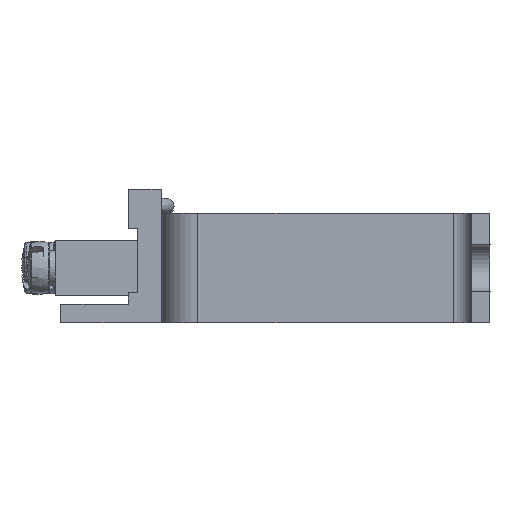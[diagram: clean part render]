
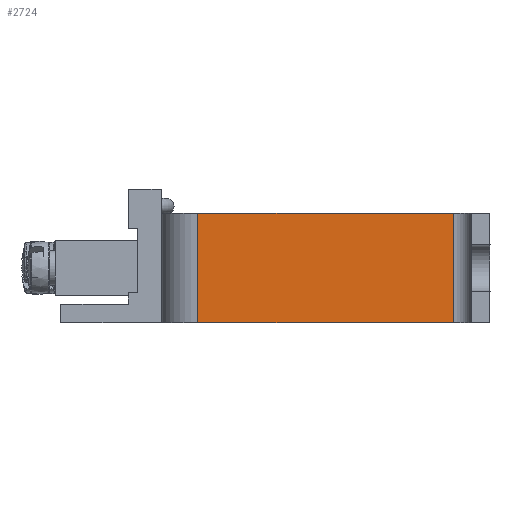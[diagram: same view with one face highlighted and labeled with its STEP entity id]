
A CAD part, left-side view. The second image highlights one B-rep face of the part: STEP entity #2724.
In plain terms, the highlighted planar face has unit normal (-1, 0, 0).
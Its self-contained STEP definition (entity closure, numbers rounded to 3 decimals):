
#273=LINE('',#4920,#473);
#281=LINE('',#4936,#481);
#289=LINE('',#4959,#489);
#290=LINE('',#4963,#490);
#473=VECTOR('',#3767,12.);
#481=VECTOR('',#3781,28.);
#489=VECTOR('',#3813,12.);
#490=VECTOR('',#3820,28.);
#592=PLANE('',#3029);
#955=FACE_OUTER_BOUND('',#1177,.T.);
#1177=EDGE_LOOP('',(#2491,#2492,#2493,#2494));
#1435=VERTEX_POINT('',#4909);
#1436=VERTEX_POINT('',#4913);
#1441=VERTEX_POINT('',#4934);
#1444=VERTEX_POINT('',#4958);
#1771=EDGE_CURVE('',#1435,#1436,#273,.T.);
#1779=EDGE_CURVE('',#1441,#1436,#281,.T.);
#1791=EDGE_CURVE('',#1441,#1444,#289,.T.);
#1794=EDGE_CURVE('',#1435,#1444,#290,.T.);
#2491=ORIENTED_EDGE('',*,*,#1771,.T.);
#2492=ORIENTED_EDGE('',*,*,#1779,.F.);
#2493=ORIENTED_EDGE('',*,*,#1791,.T.);
#2494=ORIENTED_EDGE('',*,*,#1794,.F.);
#2724=ADVANCED_FACE('',(#955),#592,.T.);
#3029=AXIS2_PLACEMENT_3D('',#4970,#3831,#3832);
#3767=DIRECTION('',(0.,-1.,0.));
#3781=DIRECTION('',(0.,0.,-1.));
#3813=DIRECTION('',(0.,1.,0.));
#3820=DIRECTION('',(0.,0.,1.));
#3831=DIRECTION('center_axis',(-1.,0.,0.));
#3832=DIRECTION('ref_axis',(0.,0.,1.));
#4909=CARTESIAN_POINT('',(-113.,6.,-30.));
#4913=CARTESIAN_POINT('',(-113.,-6.,-30.));
#4920=CARTESIAN_POINT('',(-113.,-3.,-30.));
#4934=CARTESIAN_POINT('',(-113.,-6.,-2.));
#4936=CARTESIAN_POINT('',(-113.,-6.,-2.));
#4958=CARTESIAN_POINT('',(-113.,6.,-2.));
#4959=CARTESIAN_POINT('',(-113.,0.,-2.));
#4963=CARTESIAN_POINT('',(-113.,6.,7.048));
#4970=CARTESIAN_POINT('Origin',(-113.,0.,-15.738));
